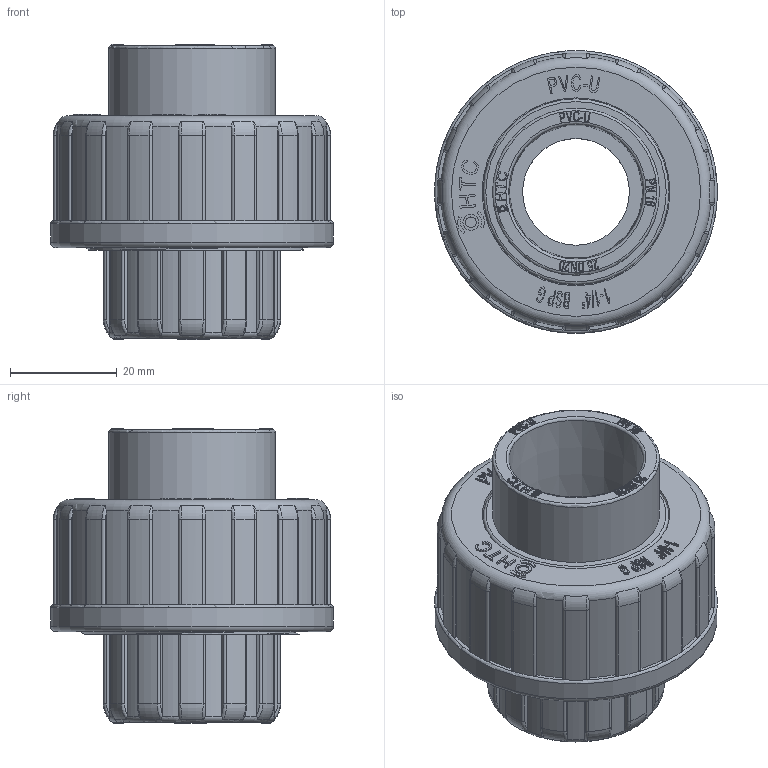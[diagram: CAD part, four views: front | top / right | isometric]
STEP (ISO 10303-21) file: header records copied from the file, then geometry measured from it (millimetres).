
FILE_DESCRIPTION(/* description */ (''),/* implementation_level */ '2;1');
FILE_NAME(/* name */ '25V型活接24.2.18.stp',/* time_stamp */ '2024-02-18T14:22:08+08:00',/* author */ (''),/* organization */ (''),/* preprocessor_version */ 'ST-DEVELOPER v16',/* originating_system */ 'SIEMENS PLM Software NX 10.0',/* authorisation */ '');
FILE_SCHEMA (('AUTOMOTIVE_DESIGN { 1 0 10303 214 3 1 1 1 }'));
Length unit declared in the file: millimetre
Products named in the file (1): gelv15B43BB21222
Bounding box: 53 x 53 x 55.38 mm (x, y, z)
Volume: 50107.2 mm3; surface area: 28066.4 mm2
Topology: 4 solids, 4 shells, 2473 faces, 7046 edges, 4663 vertices
Faces by surface type: plane 2179, cylinder 159, bspline 63, torus 41, extrusion 28, cone 3
Full cylindrical faces by diameter (mm): 0.59 x1, 0.78 x1, 0.886 x1, 1.17 x1, 2 x1, 3 x1, 20 x2, 24 x2, 31.3 x1, 32 x2, 34.8 x1, 35.2 x1, 38.5 x1, 38.952 x6, 41.91 x8, 53 x1
Entity records: 94297 total; most frequent: CARTESIAN_POINT 37462, ORIENTED_EDGE 13906, DIRECTION 8509, EDGE_CURVE 6953, VERTEX_POINT 4619, B_SPLINE_CURVE_WITH_KNOTS 3605, VECTOR 3037, LINE 3009
